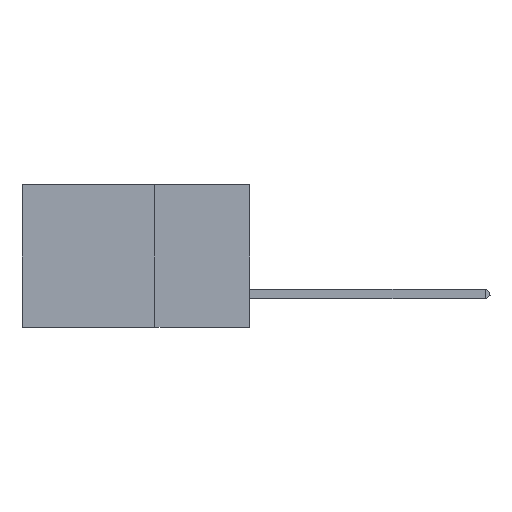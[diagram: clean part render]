
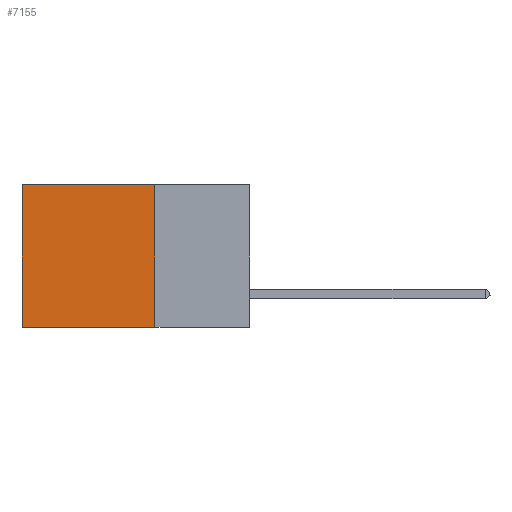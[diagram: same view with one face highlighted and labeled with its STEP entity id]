
A CAD part, left-side view. The second image highlights one B-rep face of the part: STEP entity #7155.
In plain terms, the highlighted planar face has unit normal (-1, 0, 0).
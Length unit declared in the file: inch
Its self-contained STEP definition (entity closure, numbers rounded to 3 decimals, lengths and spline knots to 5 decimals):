
#464 = DIRECTION ( 'NONE',  ( 1., 0., 0. ) ) ;
#813 = VERTEX_POINT ( 'NONE', #2014 ) ;
#858 = DIRECTION ( 'NONE',  ( 0., 1., 0. ) ) ;
#1111 = VECTOR ( 'NONE', #14342, 39.37008 ) ;
#1334 = VERTEX_POINT ( 'NONE', #8658 ) ;
#1533 = EDGE_LOOP ( 'NONE', ( #7867, #5449, #6850, #10609 ) ) ;
#2014 = CARTESIAN_POINT ( 'NONE',  ( 0.2875, 0.6, -0.375 ) ) ;
#2029 = VERTEX_POINT ( 'NONE', #5454 ) ;
#2576 = CARTESIAN_POINT ( 'NONE',  ( 0.2875, 0.6, 0. ) ) ;
#2712 = CARTESIAN_POINT ( 'NONE',  ( 0.2875, 0.25, -0.375 ) ) ;
#3392 = EDGE_CURVE ( 'NONE', #1334, #10282, #11257, .T. ) ;
#3423 = EDGE_CURVE ( 'NONE', #10282, #813, #7795, .T. ) ;
#4297 = VECTOR ( 'NONE', #12635, 39.37008 ) ;
#4545 = FACE_OUTER_BOUND ( 'NONE', #1533, .T. ) ;
#5043 = VECTOR ( 'NONE', #15034, 39.37008 ) ;
#5449 = ORIENTED_EDGE ( 'NONE', *, *, #7452, .F. ) ;
#5454 = CARTESIAN_POINT ( 'NONE',  ( 0.2875, 0.25, -0.375 ) ) ;
#6100 = CARTESIAN_POINT ( 'NONE',  ( 0.2875, 0.25, -0.375 ) ) ;
#6727 = VECTOR ( 'NONE', #858, 39.37008 ) ;
#6850 = ORIENTED_EDGE ( 'NONE', *, *, #8492, .F. ) ;
#7155 = ADVANCED_FACE ( 'NONE', ( #4545 ), #14226, .F. ) ;
#7452 = EDGE_CURVE ( 'NONE', #2029, #813, #7483, .T. ) ;
#7483 = LINE ( 'NONE', #12535, #6727 ) ;
#7795 = LINE ( 'NONE', #7872, #5043 ) ;
#7867 = ORIENTED_EDGE ( 'NONE', *, *, #3423, .T. ) ;
#7872 = CARTESIAN_POINT ( 'NONE',  ( 0.2875, 0.6, -0.375 ) ) ;
#8492 = EDGE_CURVE ( 'NONE', #1334, #2029, #12962, .T. ) ;
#8658 = CARTESIAN_POINT ( 'NONE',  ( 0.2875, 0.25, 0. ) ) ;
#9123 = CARTESIAN_POINT ( 'NONE',  ( 0.2875, 0.25, 0. ) ) ;
#10282 = VERTEX_POINT ( 'NONE', #2576 ) ;
#10609 = ORIENTED_EDGE ( 'NONE', *, *, #3392, .T. ) ;
#10888 = DIRECTION ( 'NONE',  ( 0., 0., -1. ) ) ;
#11257 = LINE ( 'NONE', #9123, #4297 ) ;
#12535 = CARTESIAN_POINT ( 'NONE',  ( 0.2875, 0.25, -0.375 ) ) ;
#12635 = DIRECTION ( 'NONE',  ( 0., 1., 0. ) ) ;
#12962 = LINE ( 'NONE', #6100, #1111 ) ;
#14226 = PLANE ( 'NONE',  #14313 ) ;
#14313 = AXIS2_PLACEMENT_3D ( 'NONE', #2712, #464, #10888 ) ;
#14342 = DIRECTION ( 'NONE',  ( 0., 0., -1. ) ) ;
#15034 = DIRECTION ( 'NONE',  ( 0., 0., -1. ) ) ;
